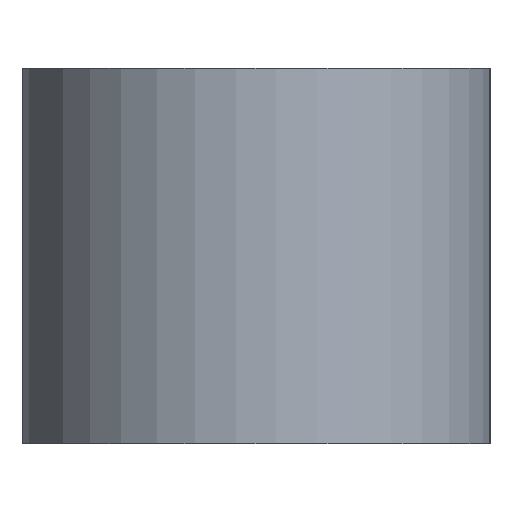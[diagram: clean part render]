
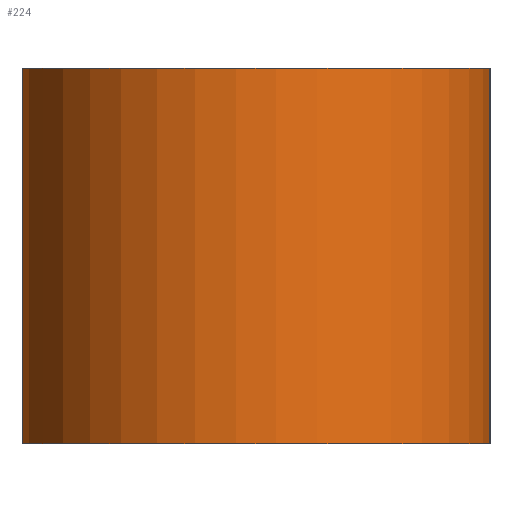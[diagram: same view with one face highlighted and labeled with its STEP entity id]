
A CAD part, left-side view. The second image highlights one B-rep face of the part: STEP entity #224.
In plain terms, the highlighted cylindrical face has radius 20 mm (diameter 40 mm), a partial arc.
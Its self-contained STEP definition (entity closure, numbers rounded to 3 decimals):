
#30=FACE_OUTER_BOUND('',#42,.T.);
#42=EDGE_LOOP('',(#169,#170,#171,#172));
#60=LINE('',#358,#82);
#61=LINE('',#364,#83);
#82=VECTOR('',#294,10.);
#83=VECTOR('',#301,10.);
#103=CIRCLE('',#261,20.);
#104=CIRCLE('',#262,20.);
#111=VERTEX_POINT('',#351);
#114=VERTEX_POINT('',#356);
#115=VERTEX_POINT('',#360);
#116=VERTEX_POINT('',#362);
#136=EDGE_CURVE('',#111,#114,#60,.T.);
#137=EDGE_CURVE('',#115,#111,#103,.T.);
#138=EDGE_CURVE('',#116,#114,#104,.T.);
#139=EDGE_CURVE('',#115,#116,#61,.T.);
#169=ORIENTED_EDGE('',*,*,#137,.T.);
#170=ORIENTED_EDGE('',*,*,#136,.T.);
#171=ORIENTED_EDGE('',*,*,#138,.F.);
#172=ORIENTED_EDGE('',*,*,#139,.F.);
#219=CYLINDRICAL_SURFACE('',#260,20.);
#224=ADVANCED_FACE('',(#30),#219,.T.);
#260=AXIS2_PLACEMENT_3D('',#359,#295,#296);
#261=AXIS2_PLACEMENT_3D('',#361,#297,#298);
#262=AXIS2_PLACEMENT_3D('',#363,#299,#300);
#294=DIRECTION('',(0.,0.,1.));
#295=DIRECTION('center_axis',(0.,0.,1.));
#296=DIRECTION('ref_axis',(-1.,0.,0.));
#297=DIRECTION('center_axis',(0.,0.,1.));
#298=DIRECTION('ref_axis',(0.261,0.965,0.));
#299=DIRECTION('center_axis',(0.,0.,1.));
#300=DIRECTION('ref_axis',(0.261,0.965,0.));
#301=DIRECTION('',(0.,0.,1.));
#351=CARTESIAN_POINT('',(5.223,-29.306,0.));
#356=CARTESIAN_POINT('',(5.223,-29.306,32.));
#358=CARTESIAN_POINT('',(5.223,-29.306,0.));
#359=CARTESIAN_POINT('Origin',(0.,-10.,0.));
#360=CARTESIAN_POINT('',(5.223,9.306,0.));
#361=CARTESIAN_POINT('Origin',(0.,-10.,0.));
#362=CARTESIAN_POINT('',(5.223,9.306,32.));
#363=CARTESIAN_POINT('Origin',(0.,-10.,32.));
#364=CARTESIAN_POINT('',(5.223,9.306,0.));
